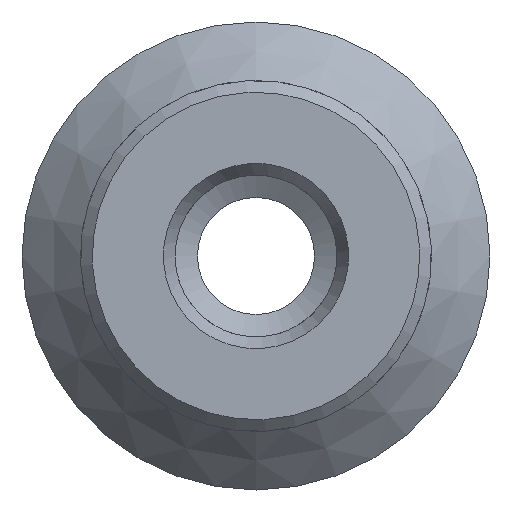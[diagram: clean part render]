
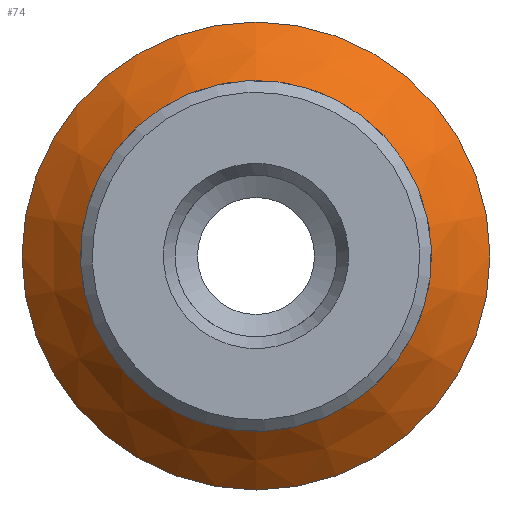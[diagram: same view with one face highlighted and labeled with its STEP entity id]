
A CAD part, front view. The second image highlights one B-rep face of the part: STEP entity #74.
In plain terms, the highlighted conical face has half-angle 45 degrees and reference radius 4.5 mm.
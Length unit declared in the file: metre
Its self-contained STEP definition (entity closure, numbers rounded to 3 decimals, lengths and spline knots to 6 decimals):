
#74 = ADVANCED_FACE( 'NONE', ( #171, #172 ), #173, .T. );
#171 = FACE_OUTER_BOUND( '', #298, .T. );
#172 = FACE_BOUND( '', #299, .T. );
#173 = CONICAL_SURFACE( '', #300, 0.0045, 0.785 );
#298 = EDGE_LOOP( '', ( #439 ) );
#299 = EDGE_LOOP( '', ( #440 ) );
#300 = AXIS2_PLACEMENT_3D( '', #441, #442, #443 );
#439 = ORIENTED_EDGE( '', *, *, #571, .T. );
#440 = ORIENTED_EDGE( '', *, *, #576, .F. );
#441 = CARTESIAN_POINT( '', ( 0., -0.013, 0. ) );
#442 = DIRECTION( '', ( 0., 1., 0. ) );
#443 = DIRECTION( '', ( 0., 0., 1. ) );
#571 = EDGE_CURVE( 'NONE', #639, #639, #640, .T. );
#576 = EDGE_CURVE( 'NONE', #647, #647, #648, .T. );
#639 = VERTEX_POINT( '', #729 );
#640 = CIRCLE( '', #730, 0.006 );
#647 = VERTEX_POINT( '', #737 );
#648 = CIRCLE( '', #738, 0.0045 );
#729 = CARTESIAN_POINT( '', ( 0., -0.0115, -0.006 ) );
#730 = AXIS2_PLACEMENT_3D( '', #822, #823, #824 );
#737 = CARTESIAN_POINT( '', ( 0., -0.013, -0.0045 ) );
#738 = AXIS2_PLACEMENT_3D( '', #831, #832, #833 );
#822 = CARTESIAN_POINT( '', ( 0., -0.0115, 0. ) );
#823 = DIRECTION( '', ( 0., -1., 0. ) );
#824 = DIRECTION( '', ( 0., 0., -1. ) );
#831 = CARTESIAN_POINT( '', ( 0., -0.013, 0. ) );
#832 = DIRECTION( '', ( 0., -1., 0. ) );
#833 = DIRECTION( '', ( 0., 0., -1. ) );
